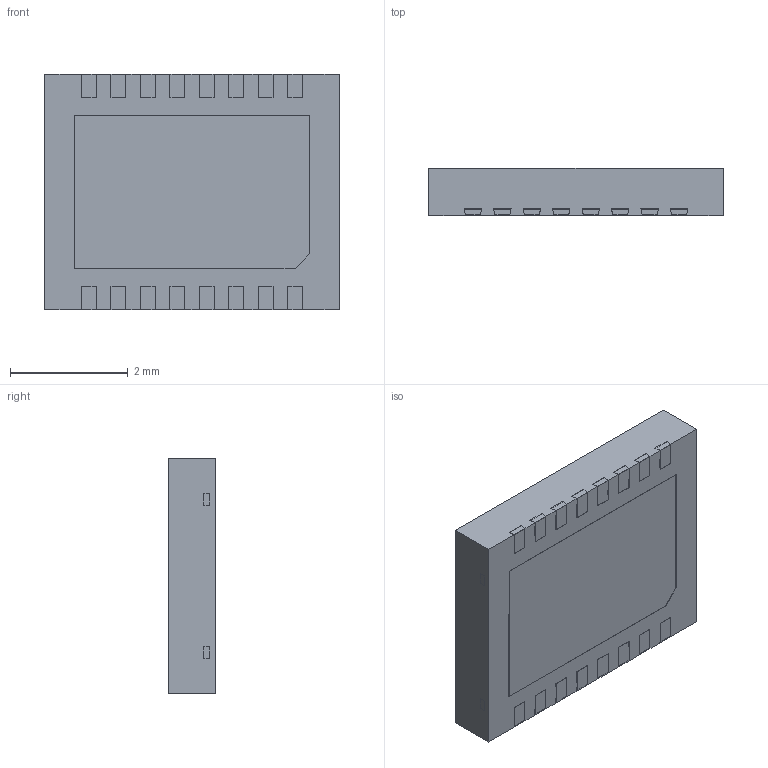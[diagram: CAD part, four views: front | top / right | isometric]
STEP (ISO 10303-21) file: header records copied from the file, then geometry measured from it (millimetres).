
FILE_DESCRIPTION((''),'2;1');
FILE_NAME('SDA16B_ASM','2012-02-09T',('CKXSSC'),(''),'PRO/ENGINEER BY PARAMETRIC TECHNOLOGY CORPORATION, 2011220','PRO/ENGINEER BY PARAMETRIC TECHNOLOGY CORPORATION, 2011220','');
FILE_SCHEMA(('AUTOMOTIVE_DESIGN_CC2 { 1 2 10303 214 -1 1 5 2 }'));
Length unit declared in the file: millimetre
Products named in the file (3): BODY_SDA16B; FRAME_SDA16B; SDA16B_ASM
Assembly tree (2 placements, depth 2):
  SDA16B_ASM
    BODY_SDA16B
    FRAME_SDA16B
Bounding box: 5 x 0.8 x 4 mm (x, y, z)
Volume: 16 mm3; surface area: 80.2 mm2
Topology: 22 solids, 22 shells, 287 faces, 714 edges, 476 vertices
Faces by surface type: plane 245, cylinder 42
Entity records: 10933 total; most frequent: CARTESIAN_POINT 1714, ORIENTED_EDGE 1428, DIRECTION 1224, PRESENTATION_STYLE_ASSIGNMENT 756, STYLED_ITEM 736, CURVE_STYLE 714, EDGE_CURVE 714, VECTOR 640
